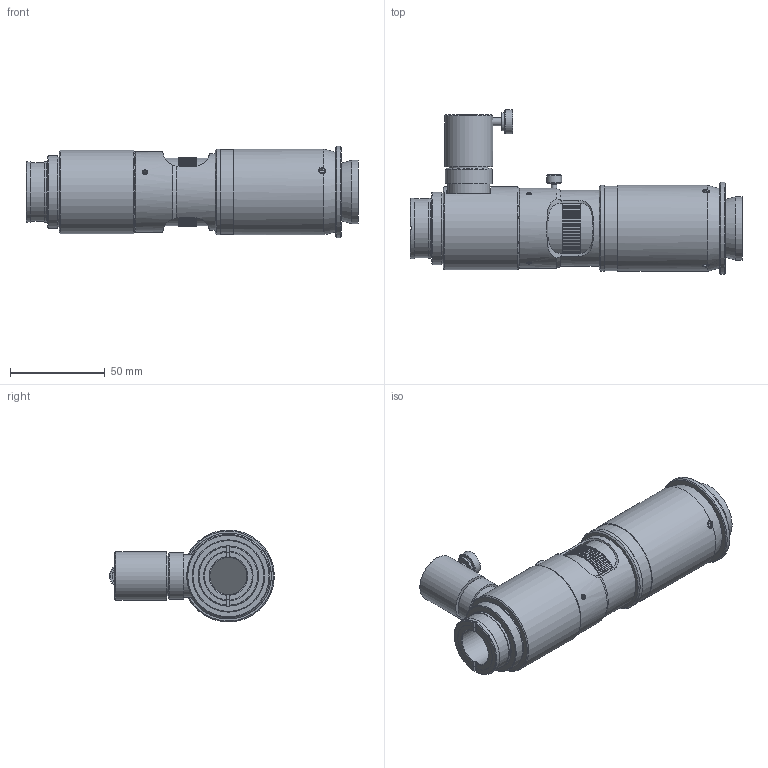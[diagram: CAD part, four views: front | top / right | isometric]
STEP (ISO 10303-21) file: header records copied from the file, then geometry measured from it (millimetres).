
FILE_DESCRIPTION((''),'2;1');
FILE_NAME('51139_0.stp','2009-04-02T09:17:54',('PODLENA'),(''),'Autodesk Inventor 2009','Autodesk Inventor 2009','');
FILE_SCHEMA(('AUTOMOTIVE_DESIGN { 1 0 10303 214 1 1 1 1 }'));
Length unit declared in the file: inch
Products named in the file (27): Assembly1 (LevelofDetail1); 51139.iam (~1); 50353; 50360; 50347(COAX).iam (~1); 50352; 50674; 50157; 50158; 50205; 61604; 7187; 7188; 7082; 4141; 60436; 7261; 60433; 50025; 50156; 50026; 50155; 50110; 50111; 50109; 7004; 7108
Assembly tree (30 placements, depth 5):
  Assembly1 (LevelofDetail1)
    51139.iam (~1)
      50353
      50360
      50347(COAX).iam (~1)
        50352
      50674
      50157
        50158
        50205
        61604
        7187
          7188
          7082
          4141
      60436
        7261
        60433
      50025
        50156
      50026
        50155
      50110
        50111
        50109
      7004  x3
      7108  x3
Bounding box: 174.85 x 86.74 x 48.41 mm (x, y, z)
Volume: 112970.6 mm3; surface area: 81286.9 mm2
Topology: 22 solids, 22 shells, 600 faces, 1504 edges, 988 vertices
Faces by surface type: plane 366, cylinder 152, cone 58, bspline 17, sphere 7
Full cylindrical faces by diameter (mm): 1.575 x1, 1.981 x1, 2.845 x4, 3.81 x1, 4.166 x4, 6.807 x1, 6.858 x1, 7.874 x1, 8.026 x1, 9.601 x1, 12.7 x1, 18.288 x1, 19.05 x1, 19.558 x1, 19.609 x1, 19.787 x1, 20.5 x1, 20.574 x1, 20.625 x1, 21.387 x1, 21.59 x1, 22.098 x1, 22.225 x1, 22.25 x1, 24.638 x1, 25.22 x1, 25.248 x1, 25.4 x1, 25.781 x1, 26.236 x1
Entity records: 17811 total; most frequent: CARTESIAN_POINT 3981, DIRECTION 2758, ORIENTED_EDGE 2506, EDGE_CURVE 1253, AXIS2_PLACEMENT_3D 966, VERTEX_POINT 904, VECTOR 826, LINE 826
